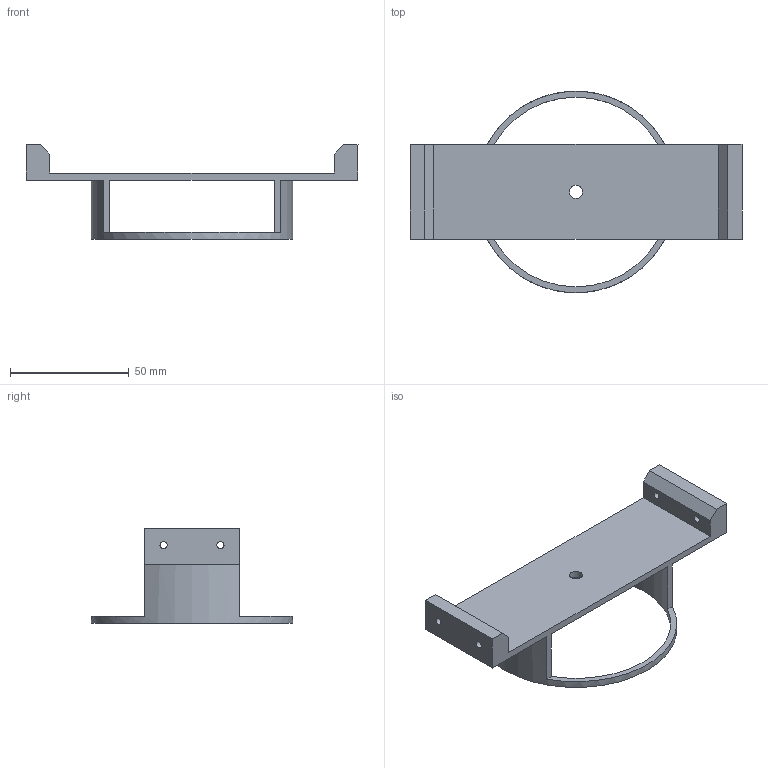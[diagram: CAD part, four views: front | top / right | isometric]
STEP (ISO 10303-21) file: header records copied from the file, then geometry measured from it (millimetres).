
FILE_DESCRIPTION(/* description */ (''),/* implementation_level */ '2;1');
FILE_NAME(/* name */ 'diancitiev1.step',/* time_stamp */ '2025-10-20T01:58:19-04:00',/* author */ (''),/* organization */ (''),/* preprocessor_version */ 'ST-DEVELOPER v20.1',/* originating_system */ 'Autodesk Translation Framework v14.17.0.0',/* authorisation */ '');
FILE_SCHEMA (('AUTOMOTIVE_DESIGN { 1 0 10303 214 3 1 1 }'));
Length unit declared in the file: millimetre
Products named in the file (1): 2025-10-19-22-14-40-317
Bounding box: 140 x 85 x 40 mm (x, y, z)
Volume: 31943.8 mm3; surface area: 21145.8 mm2
Topology: 1 solids, 1 shells, 24 faces, 75 edges, 50 vertices
Faces by surface type: plane 17, cylinder 7
Full cylindrical faces by diameter (mm): 3 x4, 5.5 x1, 80 x1, 85 x1
Entity records: 902 total; most frequent: ORIENTED_EDGE 150, CARTESIAN_POINT 150, DIRECTION 147, EDGE_CURVE 75, LINE 53, VECTOR 53, VERTEX_POINT 50, AXIS2_PLACEMENT_3D 47
